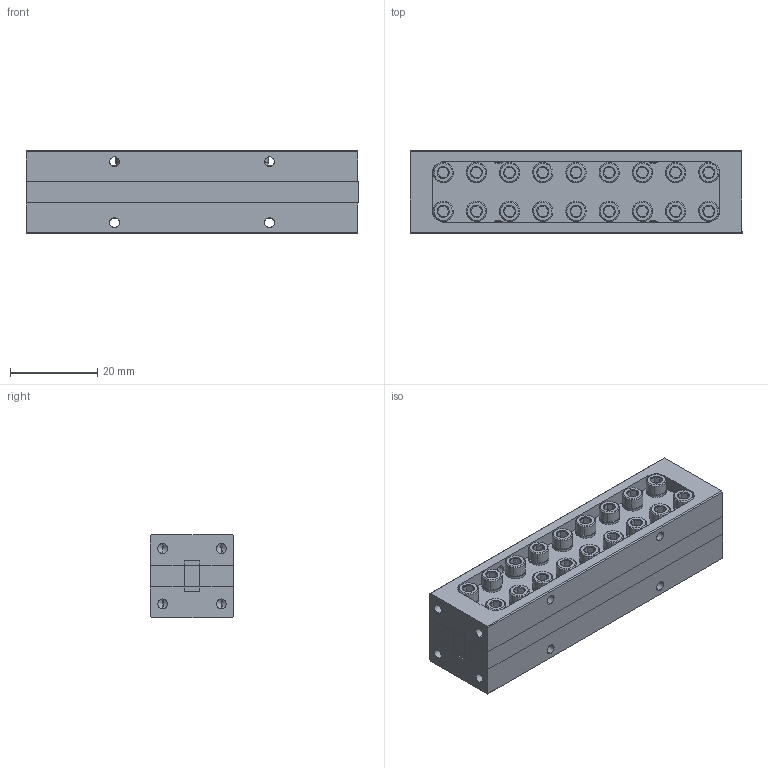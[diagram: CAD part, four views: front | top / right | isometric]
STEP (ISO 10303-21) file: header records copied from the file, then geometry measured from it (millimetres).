
FILE_DESCRIPTION (( 'STEP AP203' ), '1' );
FILE_NAME ('DMWF-28-111-B1 df.STEP', '2019-06-21T21:41:22', ( '' ), ( '' ), 'SwSTEP 2.0', 'SolidWorks 2016', '' );
FILE_SCHEMA (( 'CONFIG_CONTROL_DESIGN' ));
Length unit declared in the file: inch
Products named in the file (1): DMWF-28-111-B1 df
Bounding box: 76.2 x 19.05 x 19.15 mm (x, y, z)
Volume: 21887.6 mm3; surface area: 16135.3 mm2
Topology: 4 solids, 4 shells, 774 faces, 1702 edges, 1012 vertices
Faces by surface type: plane 328, cone 226, cylinder 220
Entity records: 21575 total; most frequent: CARTESIAN_POINT 4307, DIRECTION 3788, ORIENTED_EDGE 3372, EDGE_CURVE 1686, AXIS2_PLACEMENT_3D 1465, VERTEX_POINT 1012, EDGE_LOOP 882, LINE 858
